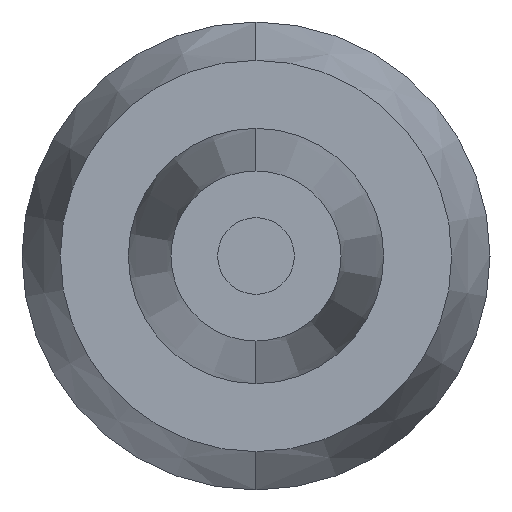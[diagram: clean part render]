
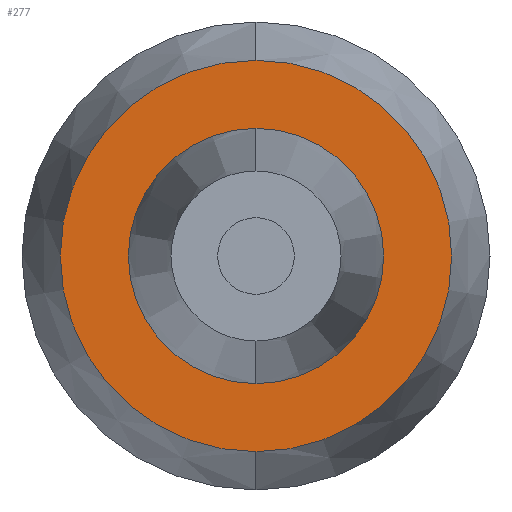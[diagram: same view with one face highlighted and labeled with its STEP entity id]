
A CAD part, left-side view. The second image highlights one B-rep face of the part: STEP entity #277.
In plain terms, the highlighted planar face has unit normal (-1, 0, 0).
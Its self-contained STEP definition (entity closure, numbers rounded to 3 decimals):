
#1 = DIRECTION ( 'NONE',  ( 0., 0., 1. ) ) ;
#39 = AXIS2_PLACEMENT_3D ( 'NONE', #434, #511, #1 ) ;
#67 = AXIS2_PLACEMENT_3D ( 'NONE', #406, #190, #368 ) ;
#86 = CARTESIAN_POINT ( 'NONE',  ( -17.5, 0., 0. ) ) ;
#103 = AXIS2_PLACEMENT_3D ( 'NONE', #86, #443, #172 ) ;
#105 = CARTESIAN_POINT ( 'NONE',  ( -17.5, 0., 0. ) ) ;
#107 = CARTESIAN_POINT ( 'NONE',  ( -17.5, 2.3, 0. ) ) ;
#126 = EDGE_CURVE ( 'NONE', #553, #258, #459, .T. ) ;
#140 = EDGE_CURVE ( 'NONE', #258, #553, #324, .T. ) ;
#144 = AXIS2_PLACEMENT_3D ( 'NONE', #105, #203, #237 ) ;
#155 = CIRCLE ( 'NONE', #103, 2.3 ) ;
#164 = EDGE_LOOP ( 'NONE', ( #439, #287 ) ) ;
#172 = DIRECTION ( 'NONE',  ( 0., 0., 1. ) ) ;
#176 = ORIENTED_EDGE ( 'NONE', *, *, #425, .T. ) ;
#190 = DIRECTION ( 'NONE',  ( -1., 0., 0. ) ) ;
#203 = DIRECTION ( 'NONE',  ( -1., 0., 0. ) ) ;
#237 = DIRECTION ( 'NONE',  ( 0., 0., 1. ) ) ;
#257 = FACE_BOUND ( 'NONE', #164, .T. ) ;
#258 = VERTEX_POINT ( 'NONE', #377 ) ;
#269 = CARTESIAN_POINT ( 'NONE',  ( -17.5, 0., -2.3 ) ) ;
#277 = ADVANCED_FACE ( 'NONE', ( #257, #507 ), #542, .F. ) ;
#287 = ORIENTED_EDGE ( 'NONE', *, *, #126, .F. ) ;
#288 = CARTESIAN_POINT ( 'NONE',  ( -17.5, 0., 2.3 ) ) ;
#324 = CIRCLE ( 'NONE', #67, 1.5 ) ;
#334 = DIRECTION ( 'NONE',  ( 1., 0., 0. ) ) ;
#358 = ORIENTED_EDGE ( 'NONE', *, *, #469, .T. ) ;
#368 = DIRECTION ( 'NONE',  ( 0., 0., 1. ) ) ;
#377 = CARTESIAN_POINT ( 'NONE',  ( -17.5, 0., 1.5 ) ) ;
#388 = VERTEX_POINT ( 'NONE', #269 ) ;
#406 = CARTESIAN_POINT ( 'NONE',  ( -17.5, 0., 0. ) ) ;
#425 = EDGE_CURVE ( 'NONE', #388, #533, #155, .T. ) ;
#434 = CARTESIAN_POINT ( 'NONE',  ( -17.5, 0., 0. ) ) ;
#439 = ORIENTED_EDGE ( 'NONE', *, *, #140, .F. ) ;
#443 = DIRECTION ( 'NONE',  ( -1., 0., 0. ) ) ;
#456 = AXIS2_PLACEMENT_3D ( 'NONE', #107, #334, #497 ) ;
#459 = CIRCLE ( 'NONE', #144, 1.5 ) ;
#466 = CIRCLE ( 'NONE', #39, 2.3 ) ;
#469 = EDGE_CURVE ( 'NONE', #533, #388, #466, .T. ) ;
#497 = DIRECTION ( 'NONE',  ( 0., 1., 0. ) ) ;
#507 = FACE_OUTER_BOUND ( 'NONE', #529, .T. ) ;
#511 = DIRECTION ( 'NONE',  ( -1., 0., 0. ) ) ;
#523 = CARTESIAN_POINT ( 'NONE',  ( -17.5, 0., -1.5 ) ) ;
#529 = EDGE_LOOP ( 'NONE', ( #358, #176 ) ) ;
#533 = VERTEX_POINT ( 'NONE', #288 ) ;
#542 = PLANE ( 'NONE',  #456 ) ;
#553 = VERTEX_POINT ( 'NONE', #523 ) ;
